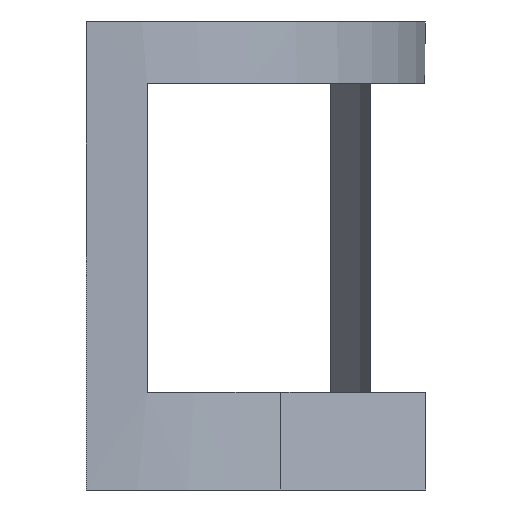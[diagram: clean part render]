
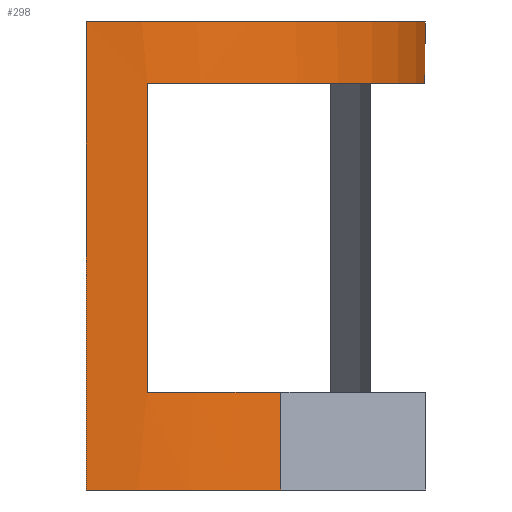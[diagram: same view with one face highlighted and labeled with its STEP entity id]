
A CAD part, left-side view. The second image highlights one B-rep face of the part: STEP entity #298.
In plain terms, the highlighted cylindrical face has radius 80.911 mm (diameter 161.822 mm), a partial arc.
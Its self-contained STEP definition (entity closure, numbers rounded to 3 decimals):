
#27=FACE_OUTER_BOUND('',#42,.T.);
#42=EDGE_LOOP('',(#197,#198,#199,#200,#201,#202,#203,#204,#205,#206));
#58=LINE('',#449,#88);
#59=LINE('',#453,#89);
#60=LINE('',#457,#90);
#61=LINE('',#461,#91);
#62=LINE('',#464,#92);
#88=VECTOR('',#365,10.);
#89=VECTOR('',#368,10.);
#90=VECTOR('',#371,10.);
#91=VECTOR('',#374,10.);
#92=VECTOR('',#377,10.);
#118=CIRCLE('',#334,80.911);
#119=CIRCLE('',#335,80.911);
#120=CIRCLE('',#336,80.911);
#121=CIRCLE('',#337,80.911);
#122=CIRCLE('',#338,80.911);
#129=VERTEX_POINT('',#445);
#130=VERTEX_POINT('',#446);
#131=VERTEX_POINT('',#448);
#132=VERTEX_POINT('',#450);
#133=VERTEX_POINT('',#452);
#134=VERTEX_POINT('',#454);
#135=VERTEX_POINT('',#456);
#136=VERTEX_POINT('',#458);
#137=VERTEX_POINT('',#460);
#138=VERTEX_POINT('',#462);
#156=EDGE_CURVE('',#129,#130,#118,.T.);
#157=EDGE_CURVE('',#129,#131,#58,.T.);
#158=EDGE_CURVE('',#131,#132,#119,.T.);
#159=EDGE_CURVE('',#132,#133,#59,.T.);
#160=EDGE_CURVE('',#133,#134,#120,.T.);
#161=EDGE_CURVE('',#134,#135,#60,.T.);
#162=EDGE_CURVE('',#135,#136,#121,.T.);
#163=EDGE_CURVE('',#136,#137,#61,.T.);
#164=EDGE_CURVE('',#138,#137,#122,.T.);
#165=EDGE_CURVE('',#130,#138,#62,.T.);
#197=ORIENTED_EDGE('',*,*,#156,.F.);
#198=ORIENTED_EDGE('',*,*,#157,.T.);
#199=ORIENTED_EDGE('',*,*,#158,.T.);
#200=ORIENTED_EDGE('',*,*,#159,.T.);
#201=ORIENTED_EDGE('',*,*,#160,.T.);
#202=ORIENTED_EDGE('',*,*,#161,.T.);
#203=ORIENTED_EDGE('',*,*,#162,.T.);
#204=ORIENTED_EDGE('',*,*,#163,.T.);
#205=ORIENTED_EDGE('',*,*,#164,.F.);
#206=ORIENTED_EDGE('',*,*,#165,.F.);
#279=CYLINDRICAL_SURFACE('',#333,80.911);
#298=ADVANCED_FACE('',(#27),#279,.T.);
#333=AXIS2_PLACEMENT_3D('',#444,#361,#362);
#334=AXIS2_PLACEMENT_3D('',#447,#363,#364);
#335=AXIS2_PLACEMENT_3D('',#451,#366,#367);
#336=AXIS2_PLACEMENT_3D('',#455,#369,#370);
#337=AXIS2_PLACEMENT_3D('',#459,#372,#373);
#338=AXIS2_PLACEMENT_3D('',#463,#375,#376);
#361=DIRECTION('center_axis',(0.,0.,-1.));
#362=DIRECTION('ref_axis',(-0.999,0.032,0.));
#363=DIRECTION('center_axis',(0.,0.,-1.));
#364=DIRECTION('ref_axis',(-0.999,0.032,0.));
#365=DIRECTION('',(0.,0.,1.));
#366=DIRECTION('center_axis',(0.,0.,-1.));
#367=DIRECTION('ref_axis',(0.705,-0.71,0.));
#368=DIRECTION('',(0.,0.,-1.));
#369=DIRECTION('center_axis',(0.,0.,1.));
#370=DIRECTION('ref_axis',(-0.999,0.032,0.));
#371=DIRECTION('',(0.,0.,1.));
#372=DIRECTION('center_axis',(0.,0.,-1.));
#373=DIRECTION('ref_axis',(-0.999,0.032,0.));
#374=DIRECTION('',(0.,0.,1.));
#375=DIRECTION('center_axis',(0.,0.,-1.));
#376=DIRECTION('ref_axis',(0.705,-0.71,0.));
#377=DIRECTION('',(0.,0.,1.));
#444=CARTESIAN_POINT('Origin',(0.,0.,-250.));
#445=CARTESIAN_POINT('',(57.014,-57.411,-228.));
#446=CARTESIAN_POINT('',(44.748,-67.411,-228.));
#447=CARTESIAN_POINT('Origin',(0.,0.,-228.));
#448=CARTESIAN_POINT('',(57.014,-57.411,-137.));
#449=CARTESIAN_POINT('',(57.014,-57.411,-250.));
#450=CARTESIAN_POINT('',(-80.87,2.589,-137.));
#451=CARTESIAN_POINT('Origin',(0.,0.,-137.));
#452=CARTESIAN_POINT('',(-80.87,2.589,-252.));
#453=CARTESIAN_POINT('',(-80.87,2.589,-250.));
#454=CARTESIAN_POINT('',(-67.048,-45.29,-252.));
#455=CARTESIAN_POINT('Origin',(0.,0.,-252.));
#456=CARTESIAN_POINT('',(-67.048,-45.29,-228.));
#457=CARTESIAN_POINT('',(-67.048,-45.29,-250.));
#458=CARTESIAN_POINT('',(-79.953,-12.411,-228.));
#459=CARTESIAN_POINT('Origin',(0.,0.,-228.));
#460=CARTESIAN_POINT('',(-79.953,-12.411,-152.));
#461=CARTESIAN_POINT('',(-79.953,-12.411,-228.));
#462=CARTESIAN_POINT('',(44.748,-67.411,-152.));
#463=CARTESIAN_POINT('Origin',(0.,0.,-152.));
#464=CARTESIAN_POINT('',(44.748,-67.411,-228.));
